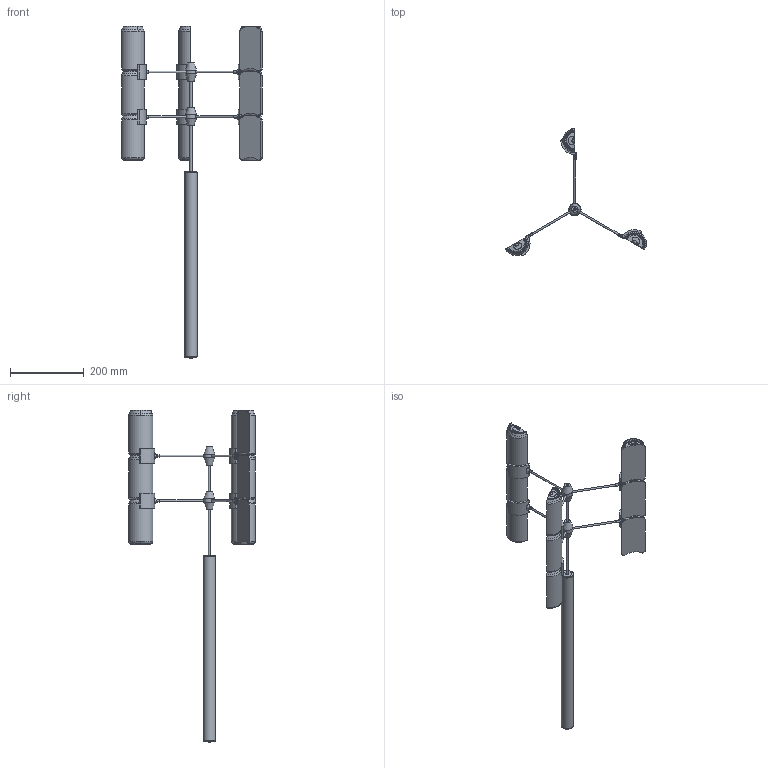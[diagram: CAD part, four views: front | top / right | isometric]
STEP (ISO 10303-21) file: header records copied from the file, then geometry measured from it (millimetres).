
FILE_DESCRIPTION(/* description */ (''),/* implementation_level */ '2;1');
FILE_NAME(/* name */ 'VAWT.step',/* time_stamp */ '2021-06-27T11:05:46-04:00',/* author */ (''),/* organization */ (''),/* preprocessor_version */ 'ST-DEVELOPER v18.1',/* originating_system */ 'Autodesk Translation Framework v10.9.0.1377',/* authorisation */ '');
FILE_SCHEMA (('AUTOMOTIVE_DESIGN { 1 0 10303 214 3 1 1 }'));
Length unit declared in the file: millimetre
Products named in the file (18): Half Can Assembly; Half Can Turbine; Half Can Blade; Half Can Blade_1; Half Can Blade_2; Soda can_Beer can_12oz_closed; Turbine Mount; Strut; Shaft Assembly; Central shaft; Axle Mount; Pipe assembly; PVC pipe; Pipe cap assembly; Pipe cap assembly_1; Bearing Holder; 608 bearing; Shaft Thickener
Assembly tree (39 placements, depth 4):
  Half Can Assembly
    Half Can Turbine
      Half Can Blade
        Soda can_Beer can_12oz_closed  x3
        Turbine Mount  x2
        Strut  x2
      Half Can Blade_1
        Soda can_Beer can_12oz_closed  x3
        Turbine Mount  x2
        Strut  x2
      Half Can Blade_2
        Soda can_Beer can_12oz_closed  x3
        Turbine Mount  x2
        Strut  x2
      Shaft Assembly
        Axle Mount  x2
        Central shaft
    Pipe assembly
      PVC pipe
      Pipe cap assembly
        Bearing Holder
        608 bearing
        Shaft Thickener
      Pipe cap assembly_1
        Bearing Holder
        608 bearing
        Shaft Thickener
Bounding box: 381.95 x 344.1 x 899.74 mm (x, y, z)
Volume: 2130079.4 mm3; surface area: 396881.3 mm2
Topology: 31 solids, 31 shells, 810 faces, 2129 edges, 1383 vertices
Faces by surface type: bspline 423, cylinder 194, plane 144, cone 49
Full cylindrical faces by diameter (mm): 4 x12, 5 x6, 6.35 x1, 7 x10, 7.7 x2, 7.8 x2, 8 x2, 22 x2, 23.2 x2, 25 x2, 25.4 x1, 30 x2, 33 x2, 33.4 x1
Entity records: 8575 total; most frequent: CARTESIAN_POINT 5258, DIRECTION 640, ORIENTED_EDGE 584, EDGE_CURVE 292, AXIS2_PLACEMENT_3D 278, VERTEX_POINT 190, EDGE_LOOP 140, FACE_OUTER_BOUND 121
